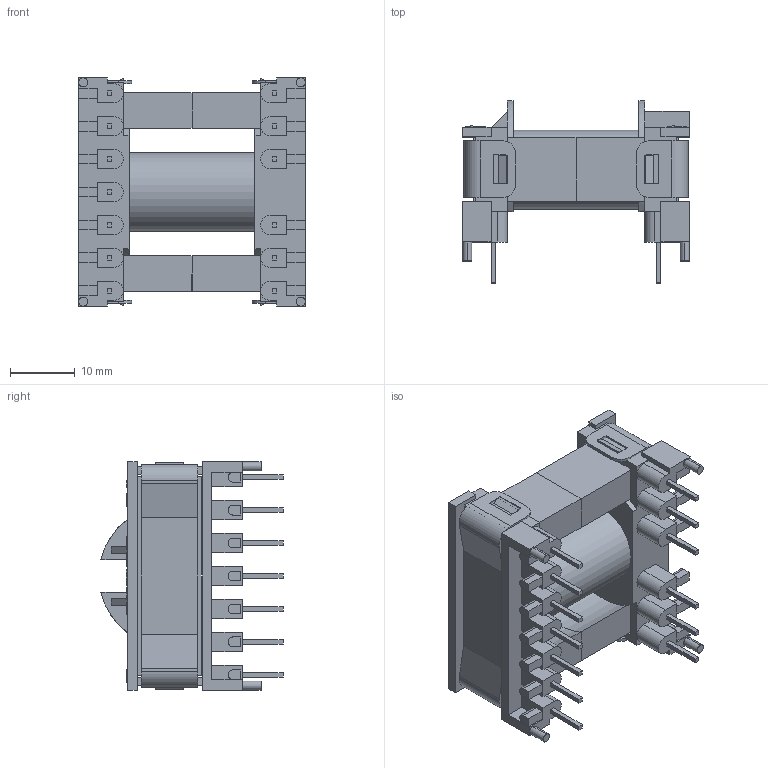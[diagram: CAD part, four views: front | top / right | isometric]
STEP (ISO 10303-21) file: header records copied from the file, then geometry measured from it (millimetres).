
FILE_DESCRIPTION (( 'STEP AP203' ), '1' );
FILE_NAME ('ETD29 Tranformer Assembly.STEP', '2013-12-21T16:20:42', ( '栫謾樥' ), ( '' ), 'SwSTEP 2.0', 'SolidWorks 2013', '' );
FILE_SCHEMA (( 'CONFIG_CONTROL_DESIGN' ));
Length unit declared in the file: millimetre
Products named in the file (4): ETD29 Ferrite Core; ETD29 Bobbin_Bobbin; ETD29 Clip_27940-024 - ETD29; ETD29 Tranformer Assembly
Assembly tree (5 placements, depth 2):
  ETD29 Tranformer Assembly
    ETD29 Bobbin_Bobbin
    ETD29 Ferrite Core  x2
    ETD29 Clip_27940-024 - ETD29  x2
Bounding box: 35 x 28.11 x 35.2 mm (x, y, z)
Volume: 10746.1 mm3; surface area: 12234.9 mm2
Topology: 5 solids, 5 shells, 541 faces, 1441 edges, 946 vertices
Faces by surface type: plane 399, cylinder 76, bspline 66
Entity records: 19101 total; most frequent: CARTESIAN_POINT 6638, ORIENTED_EDGE 2626, DIRECTION 2199, EDGE_CURVE 1313, VECTOR 1033, LINE 1033, VERTEX_POINT 862, AXIS2_PLACEMENT_3D 583
